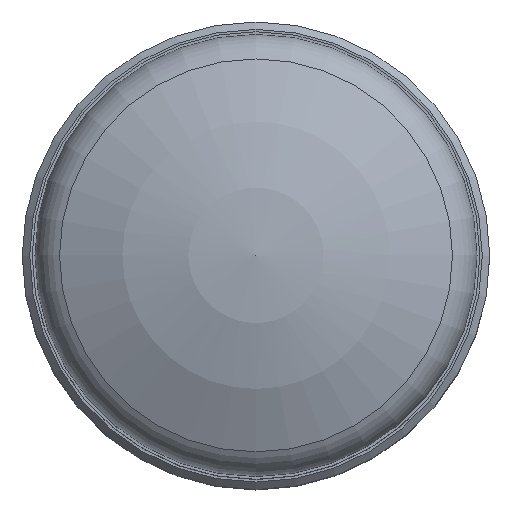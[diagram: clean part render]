
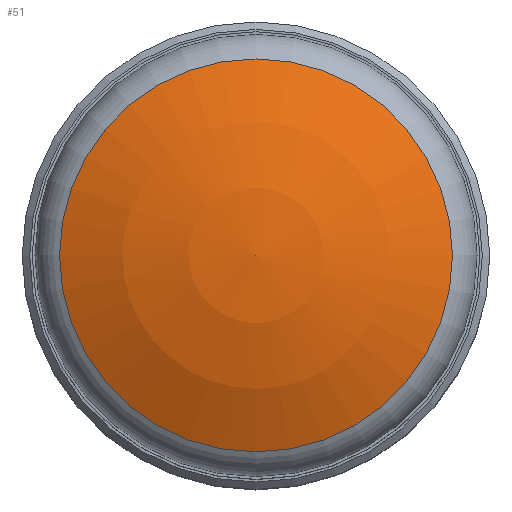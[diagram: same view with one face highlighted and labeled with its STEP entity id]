
A CAD part, top view. The second image highlights one B-rep face of the part: STEP entity #51.
In plain terms, the highlighted spherical face has radius 88.9 mm.
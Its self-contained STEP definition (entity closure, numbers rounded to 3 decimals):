
#51 = ADVANCED_FACE( '', ( #108 ), #109, .T. );
#108 = FACE_OUTER_BOUND( '', #172, .T. );
#109 = SPHERICAL_SURFACE( '', #173, 88.9 );
#172 = EDGE_LOOP( '', ( #242 ) );
#173 = AXIS2_PLACEMENT_3D( '', #243, #244, #245 );
#242 = ORIENTED_EDGE( '', *, *, #309, .F. );
#243 = CARTESIAN_POINT( '', ( 0., 0., 0. ) );
#244 = DIRECTION( '', ( 0., 0., -1. ) );
#245 = DIRECTION( '', ( -1., 0., 0. ) );
#309 = EDGE_CURVE( '', #346, #346, #347, .T. );
#346 = VERTEX_POINT( '', #387 );
#347 = CIRCLE( '', #388, 39.505 );
#387 = CARTESIAN_POINT( '', ( -39.505, 0., 79.64 ) );
#388 = AXIS2_PLACEMENT_3D( '', #430, #431, #432 );
#430 = CARTESIAN_POINT( '', ( 0., 0., 79.64 ) );
#431 = DIRECTION( '', ( 0., 0., -1. ) );
#432 = DIRECTION( '', ( -1., 0., 0. ) );
